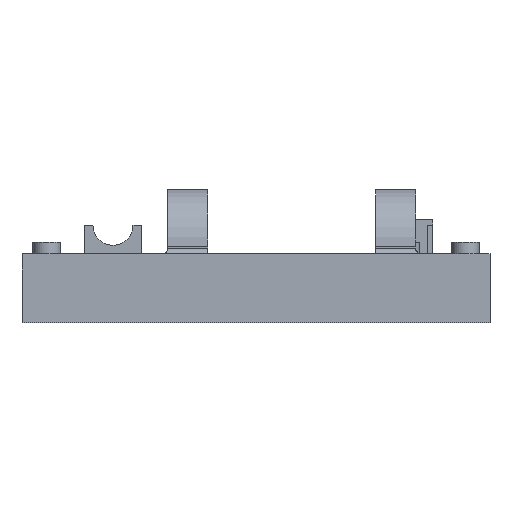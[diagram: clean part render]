
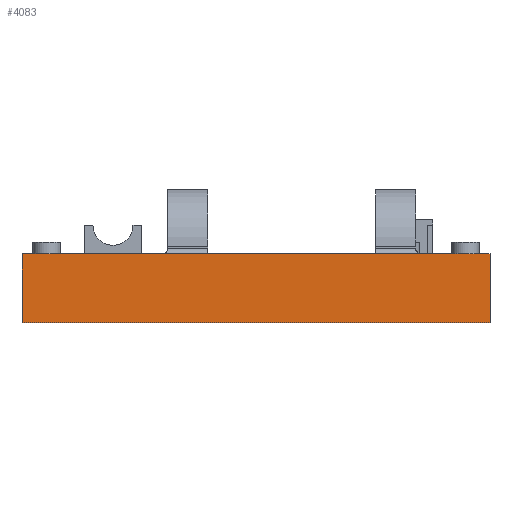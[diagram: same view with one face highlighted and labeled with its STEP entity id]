
A CAD part, front view. The second image highlights one B-rep face of the part: STEP entity #4083.
In plain terms, the highlighted planar face has unit normal (0, -1, 0).
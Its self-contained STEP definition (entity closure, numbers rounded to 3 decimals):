
#358=PLANE('',#4459);
#571=FACE_OUTER_BOUND('',#824,.T.);
#824=EDGE_LOOP('',(#3782,#3783,#3784,#3785));
#1064=LINE('',#6195,#1481);
#1126=LINE('',#6503,#1543);
#1130=LINE('',#6511,#1547);
#1289=LINE('',#7048,#1706);
#1481=VECTOR('',#4975,10.);
#1543=VECTOR('',#5151,10.);
#1547=VECTOR('',#5159,10.);
#1706=VECTOR('',#5598,10.);
#1893=VERTEX_POINT('',#6192);
#1894=VERTEX_POINT('',#6194);
#1963=VERTEX_POINT('',#6501);
#1965=VERTEX_POINT('',#6509);
#2339=EDGE_CURVE('',#1893,#1894,#1064,.T.);
#2437=EDGE_CURVE('',#1963,#1893,#1126,.T.);
#2442=EDGE_CURVE('',#1963,#1965,#1130,.T.);
#2645=EDGE_CURVE('',#1965,#1894,#1289,.T.);
#3782=ORIENTED_EDGE('',*,*,#2442,.T.);
#3783=ORIENTED_EDGE('',*,*,#2645,.T.);
#3784=ORIENTED_EDGE('',*,*,#2339,.F.);
#3785=ORIENTED_EDGE('',*,*,#2437,.F.);
#4083=ADVANCED_FACE('',(#571),#358,.T.);
#4459=AXIS2_PLACEMENT_3D('',#7049,#5599,#5600);
#4975=DIRECTION('',(1.,0.,0.));
#5151=DIRECTION('',(0.,0.,1.));
#5159=DIRECTION('',(1.,0.,0.));
#5598=DIRECTION('',(0.,0.,1.));
#5599=DIRECTION('center_axis',(0.,-1.,0.));
#5600=DIRECTION('ref_axis',(1.,0.,0.));
#6192=CARTESIAN_POINT('',(-40.9,-39.2,12.));
#6194=CARTESIAN_POINT('',(40.9,-39.2,12.));
#6195=CARTESIAN_POINT('',(-40.9,-39.2,12.));
#6501=CARTESIAN_POINT('',(-40.9,-39.2,0.));
#6503=CARTESIAN_POINT('',(-40.9,-39.2,0.));
#6509=CARTESIAN_POINT('',(40.9,-39.2,0.));
#6511=CARTESIAN_POINT('',(-40.9,-39.2,0.));
#7048=CARTESIAN_POINT('',(40.9,-39.2,0.));
#7049=CARTESIAN_POINT('Origin',(-40.9,-39.2,0.));
